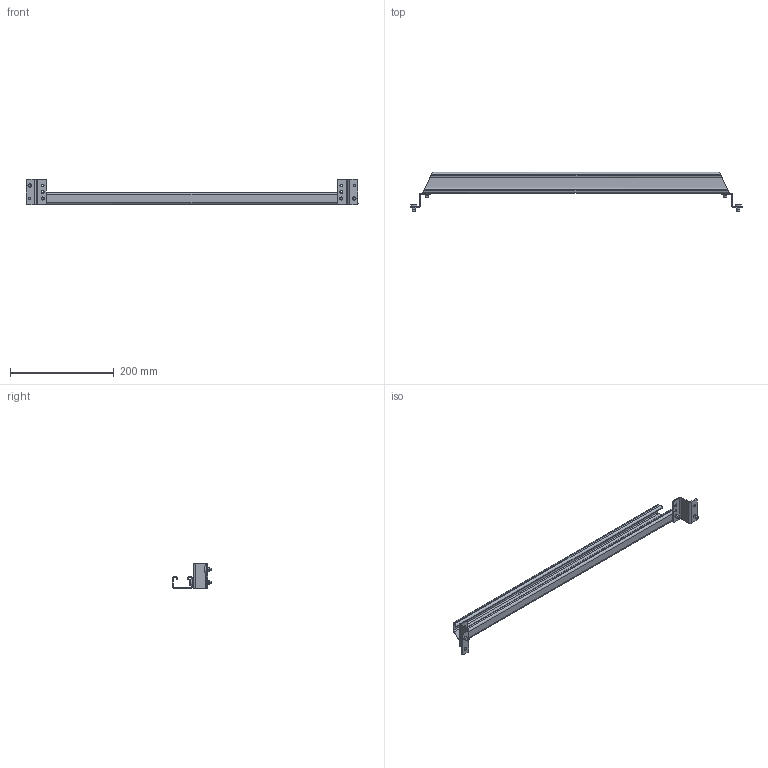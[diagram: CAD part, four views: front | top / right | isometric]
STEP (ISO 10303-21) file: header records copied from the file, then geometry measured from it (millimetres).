
FILE_DESCRIPTION(('STEP AP214'),'1');
FILE_NAME('cctmp_92A1999F-025D-42EB-8D06-4885527A0C92_2024_05_06_11_44_11_0525..stp','2024-05-06T09:44:12',('SIEMENS A&D'),('CADClick - www.CADClick.com'),'Spatial InterOp 3D',' ','unknown authorization');
FILE_SCHEMA(('AUTOMOTIVE_DESIGN'));
Length unit declared in the file: millimetre
Products named in the file (8): cc_unnamed; 2024_05_06_11_44_11_0509; 2024_05_06_11_44_11_0478; 2024_05_06_11_44_11_0447; 2024_05_06_11_44_11_0415; 2024_05_06_11_44_11_0384; 2024_05_06_11_44_11_0353; 2024_05_06_11_44_11_0322
Assembly tree (7 placements, depth 2):
  cc_unnamed
    2024_05_06_11_44_11_0509
    2024_05_06_11_44_11_0478
    2024_05_06_11_44_11_0447
    2024_05_06_11_44_11_0415
    2024_05_06_11_44_11_0384
    2024_05_06_11_44_11_0353
    2024_05_06_11_44_11_0322
Bounding box: 639 x 76 x 50 mm (x, y, z)
Volume: 127368 mm3; surface area: 130468.5 mm2
Topology: 7 solids, 7 shells, 142 faces, 344 edges, 224 vertices
Faces by surface type: cylinder 72, plane 54, cone 16
Entity records: 5601 total; most frequent: DIRECTION 804, CARTESIAN_POINT 718, ORIENTED_EDGE 688, EDGE_CURVE 344, AXIS2_PLACEMENT_3D 310, VERTEX_POINT 224, LINE 184, VECTOR 184
